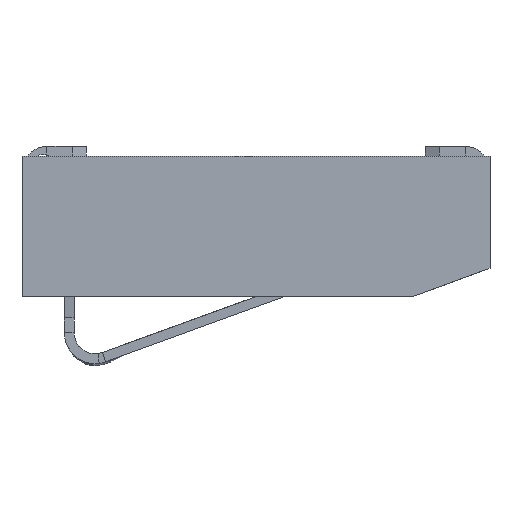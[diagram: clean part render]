
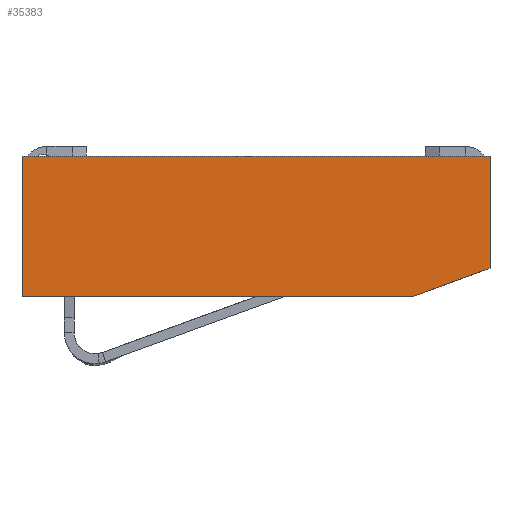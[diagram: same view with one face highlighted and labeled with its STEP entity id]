
A CAD part, left-side view. The second image highlights one B-rep face of the part: STEP entity #35383.
In plain terms, the highlighted planar face has unit normal (-1, 0, 0).
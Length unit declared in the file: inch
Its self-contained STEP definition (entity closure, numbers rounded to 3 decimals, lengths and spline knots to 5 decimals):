
#29=DIRECTION('',(0.,-1.,0.));
#30=VECTOR('',#29,0.27905);
#31=CARTESIAN_POINT('',(-0.3485,0.1863,-0.05));
#32=LINE('',#31,#30);
#1213=DIRECTION('',(0.,-1.,0.));
#1214=VECTOR('',#1213,0.334);
#1215=CARTESIAN_POINT('',(-0.3485,0.1863,0.05));
#1216=LINE('',#1215,#1214);
#3270=DIRECTION('',(0.,0.,1.));
#3271=VECTOR('',#3270,0.08);
#3272=CARTESIAN_POINT('',(-0.3485,-0.1477,-0.03));
#3273=LINE('',#3272,#3271);
#14190=DIRECTION('',(0.,-0.94,0.342));
#14191=VECTOR('',#14190,0.05848);
#14192=CARTESIAN_POINT('',(-0.3485,-0.09275,-0.05));
#14193=LINE('',#14192,#14191);
#14197=DIRECTION('',(0.,0.,1.));
#14198=VECTOR('',#14197,0.1);
#14199=CARTESIAN_POINT('',(-0.3485,0.1863,-0.05));
#14200=LINE('',#14199,#14198);
#18947=CARTESIAN_POINT('',(-0.3485,0.1863,0.05));
#18948=CARTESIAN_POINT('',(-0.3485,-0.1477,0.05));
#18949=VERTEX_POINT('',#18947);
#18950=VERTEX_POINT('',#18948);
#18951=CARTESIAN_POINT('',(-0.3485,0.1863,-0.05));
#18952=VERTEX_POINT('',#18951);
#18957=CARTESIAN_POINT('',(-0.3485,-0.09275,-0.05));
#18958=CARTESIAN_POINT('',(-0.3485,-0.1477,-0.03));
#18959=VERTEX_POINT('',#18957);
#18960=VERTEX_POINT('',#18958);
#35371=CARTESIAN_POINT('',(-0.3485,0.1863,-0.05));
#35372=DIRECTION('',(-1.,0.,0.));
#35373=DIRECTION('',(0.,-1.,0.));
#35374=AXIS2_PLACEMENT_3D('',#35371,#35372,#35373);
#35375=PLANE('',#35374);
#35376=ORIENTED_EDGE('',*,*,#35269,.F.);
#35377=ORIENTED_EDGE('',*,*,#22019,.F.);
#35378=ORIENTED_EDGE('',*,*,#23653,.T.);
#35379=ORIENTED_EDGE('',*,*,#22681,.T.);
#35380=ORIENTED_EDGE('',*,*,#23935,.F.);
#35381=EDGE_LOOP('',(#35376,#35377,#35378,#35379,#35380));
#35382=FACE_OUTER_BOUND('',#35381,.F.);
#22019=EDGE_CURVE('',#18952,#18959,#32,.T.);
#22681=EDGE_CURVE('',#18949,#18950,#1216,.T.);
#23653=EDGE_CURVE('',#18952,#18949,#14200,.T.);
#23935=EDGE_CURVE('',#18960,#18950,#3273,.T.);
#35269=EDGE_CURVE('',#18959,#18960,#14193,.T.);
#35383=ADVANCED_FACE('',(#35382),#35375,.T.);
